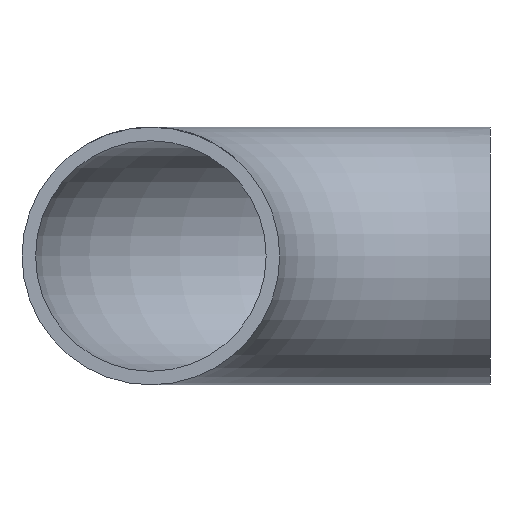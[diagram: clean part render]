
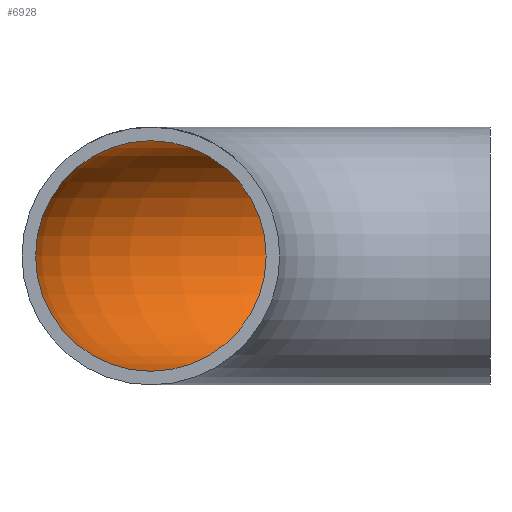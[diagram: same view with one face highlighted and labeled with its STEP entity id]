
A CAD part, front view. The second image highlights one B-rep face of the part: STEP entity #6928.
In plain terms, the highlighted toroidal (fillet/blend) face has major radius 75 mm and minor radius 25.5 mm.
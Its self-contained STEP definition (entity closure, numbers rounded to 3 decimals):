
#202 = DIRECTION ( 'NONE',  ( 0., 1., 0. ) ) ;
#425 = DIRECTION ( 'NONE',  ( 0., 1., 0. ) ) ;
#473 = CIRCLE ( 'NONE', #6956, 25.5 ) ;
#745 = ORIENTED_EDGE ( 'NONE', *, *, #5257, .F. ) ;
#1549 = EDGE_LOOP ( 'NONE', ( #745 ) ) ;
#1882 = CARTESIAN_POINT ( 'NONE',  ( 0., 100.5, 0. ) ) ;
#2356 = CARTESIAN_POINT ( 'NONE',  ( 0., 75., 0. ) ) ;
#2427 = CIRCLE ( 'NONE', #8424, 25.5 ) ;
#2987 = DIRECTION ( 'NONE',  ( 0., 0., -1. ) ) ;
#3081 = DIRECTION ( 'NONE',  ( -1., 0., 0. ) ) ;
#3704 = CARTESIAN_POINT ( 'NONE',  ( 0., 0., 0. ) ) ;
#3965 = TOROIDAL_SURFACE ( 'NONE', #6471, 75., 25.5 ) ;
#4909 = EDGE_LOOP ( 'NONE', ( #6599 ) ) ;
#5257 = EDGE_CURVE ( 'NONE', #8258, #8258, #473, .T. ) ;
#5482 = DIRECTION ( 'NONE',  ( 0., 0., 1. ) ) ;
#5864 = FACE_OUTER_BOUND ( 'NONE', #1549, .T. ) ;
#6263 = CARTESIAN_POINT ( 'NONE',  ( -75., 0., 25.5 ) ) ;
#6471 = AXIS2_PLACEMENT_3D ( 'NONE', #3704, #2987, #3081 ) ;
#6599 = ORIENTED_EDGE ( 'NONE', *, *, #8868, .T. ) ;
#6928 = ADVANCED_FACE ( 'NONE', ( #9360, #5864 ), #3965, .F. ) ;
#6956 = AXIS2_PLACEMENT_3D ( 'NONE', #8278, #425, #5482 ) ;
#8131 = DIRECTION ( 'NONE',  ( 1., 0., 0. ) ) ;
#8258 = VERTEX_POINT ( 'NONE', #6263 ) ;
#8278 = CARTESIAN_POINT ( 'NONE',  ( -75., 0., 0. ) ) ;
#8424 = AXIS2_PLACEMENT_3D ( 'NONE', #2356, #8131, #202 ) ;
#8609 = VERTEX_POINT ( 'NONE', #1882 ) ;
#8868 = EDGE_CURVE ( 'NONE', #8609, #8609, #2427, .T. ) ;
#9360 = FACE_OUTER_BOUND ( 'NONE', #4909, .T. ) ;
